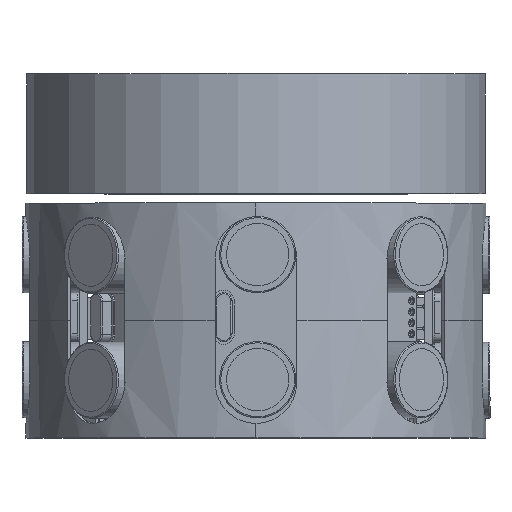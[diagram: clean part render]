
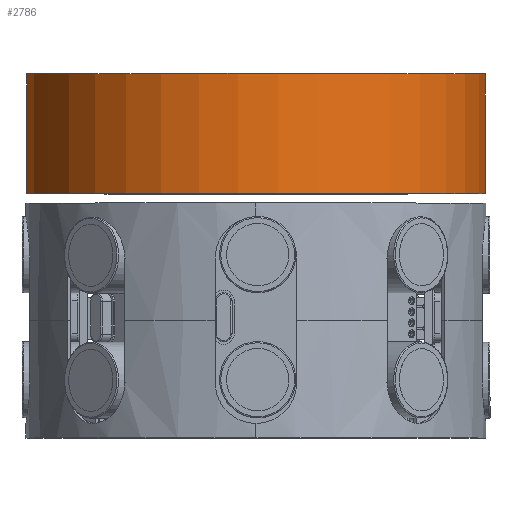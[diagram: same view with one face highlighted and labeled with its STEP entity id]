
A CAD part, top view. The second image highlights one B-rep face of the part: STEP entity #2786.
In plain terms, the highlighted cylindrical face has radius 48 mm (diameter 96 mm), a partial arc.
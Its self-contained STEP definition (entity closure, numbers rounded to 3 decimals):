
#1122 = ORIENTED_EDGE ( 'NONE', *, *, #8454, .T. ) ;
#1382 = DIRECTION ( 'NONE',  ( -1., 0., 0. ) ) ;
#1949 = ORIENTED_EDGE ( 'NONE', *, *, #13680, .F. ) ;
#2030 = DIRECTION ( 'NONE',  ( 1., 0., 0. ) ) ;
#2611 = CIRCLE ( 'NONE', #18507, 48. ) ;
#2764 = VECTOR ( 'NONE', #12129, 1000. ) ;
#2786 = ADVANCED_FACE ( 'NONE', ( #6229 ), #18746, .T. ) ;
#2919 = CARTESIAN_POINT ( 'NONE',  ( 48., 0., 25. ) ) ;
#3640 = ORIENTED_EDGE ( 'NONE', *, *, #5768, .F. ) ;
#3674 = VERTEX_POINT ( 'NONE', #5512 ) ;
#5174 = CARTESIAN_POINT ( 'NONE',  ( 0., 0., 25. ) ) ;
#5512 = CARTESIAN_POINT ( 'NONE',  ( -48., 0., 25. ) ) ;
#5523 = LINE ( 'NONE', #15283, #2764 ) ;
#5768 = EDGE_CURVE ( 'NONE', #3674, #18790, #2611, .T. ) ;
#6229 = FACE_OUTER_BOUND ( 'NONE', #12644, .T. ) ;
#6447 = VERTEX_POINT ( 'NONE', #8094 ) ;
#6955 = CARTESIAN_POINT ( 'NONE',  ( 48., 0., 0. ) ) ;
#7226 = DIRECTION ( 'NONE',  ( 1., 0., 0. ) ) ;
#8094 = CARTESIAN_POINT ( 'NONE',  ( -48., 0., 0. ) ) ;
#8297 = CIRCLE ( 'NONE', #16092, 48. ) ;
#8454 = EDGE_CURVE ( 'NONE', #6447, #20554, #8297, .T. ) ;
#8818 = CARTESIAN_POINT ( 'NONE',  ( 0., 0., 0. ) ) ;
#9358 = DIRECTION ( 'NONE',  ( 0., 0., -1. ) ) ;
#11128 = CARTESIAN_POINT ( 'NONE',  ( 0., 0., 25. ) ) ;
#11950 = AXIS2_PLACEMENT_3D ( 'NONE', #11128, #15575, #1382 ) ;
#12129 = DIRECTION ( 'NONE',  ( 0., 0., -1. ) ) ;
#12207 = VECTOR ( 'NONE', #9358, 1000. ) ;
#12644 = EDGE_LOOP ( 'NONE', ( #1949, #3640, #16736, #1122 ) ) ;
#13680 = EDGE_CURVE ( 'NONE', #18790, #20554, #17405, .T. ) ;
#15283 = CARTESIAN_POINT ( 'NONE',  ( -48., 0., 25. ) ) ;
#15575 = DIRECTION ( 'NONE',  ( 0., 0., -1. ) ) ;
#16092 = AXIS2_PLACEMENT_3D ( 'NONE', #8818, #16869, #7226 ) ;
#16617 = DIRECTION ( 'NONE',  ( 0., 0., 1. ) ) ;
#16736 = ORIENTED_EDGE ( 'NONE', *, *, #18299, .T. ) ;
#16869 = DIRECTION ( 'NONE',  ( 0., 0., 1. ) ) ;
#17343 = CARTESIAN_POINT ( 'NONE',  ( 48., 0., 25. ) ) ;
#17405 = LINE ( 'NONE', #2919, #12207 ) ;
#18299 = EDGE_CURVE ( 'NONE', #3674, #6447, #5523, .T. ) ;
#18507 = AXIS2_PLACEMENT_3D ( 'NONE', #5174, #16617, #2030 ) ;
#18746 = CYLINDRICAL_SURFACE ( 'NONE', #11950, 48. ) ;
#18790 = VERTEX_POINT ( 'NONE', #17343 ) ;
#20554 = VERTEX_POINT ( 'NONE', #6955 ) ;
